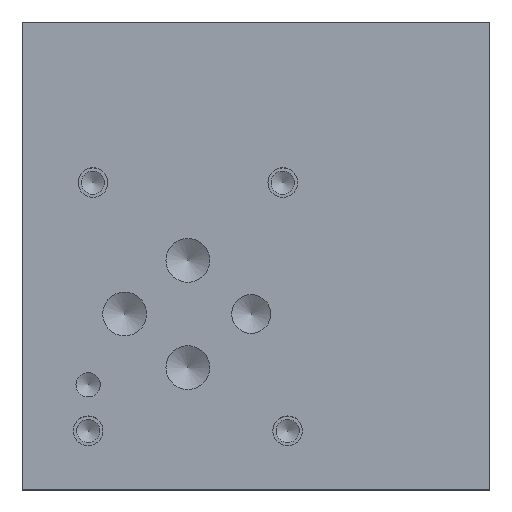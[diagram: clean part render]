
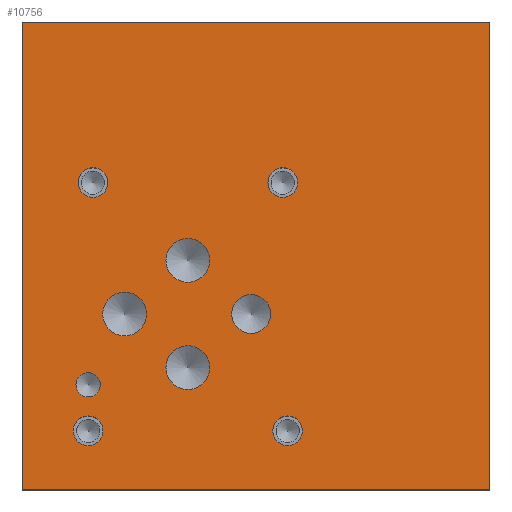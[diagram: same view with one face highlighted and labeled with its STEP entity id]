
A CAD part, top view. The second image highlights one B-rep face of the part: STEP entity #10756.
In plain terms, the highlighted planar face has unit normal (0, 0, 1).
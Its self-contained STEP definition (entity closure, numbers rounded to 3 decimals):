
#288=CIRCLE('',#11325,3.175);
#289=CIRCLE('',#11326,3.175);
#292=CIRCLE('',#11331,3.569);
#293=CIRCLE('',#11332,3.569);
#296=CIRCLE('',#11337,3.569);
#297=CIRCLE('',#11338,3.569);
#300=CIRCLE('',#11343,3.569);
#301=CIRCLE('',#11344,3.569);
#304=CIRCLE('',#11349,1.981);
#305=CIRCLE('',#11350,1.981);
#311=CIRCLE('',#11359,2.413);
#312=CIRCLE('',#11360,2.413);
#318=CIRCLE('',#11370,2.413);
#319=CIRCLE('',#11371,2.413);
#325=CIRCLE('',#11381,2.413);
#326=CIRCLE('',#11382,2.413);
#332=CIRCLE('',#11392,2.413);
#333=CIRCLE('',#11393,2.413);
#404=FACE_BOUND('',#2009,.T.);
#405=FACE_BOUND('',#2010,.T.);
#406=FACE_BOUND('',#2011,.T.);
#407=FACE_BOUND('',#2012,.T.);
#408=FACE_BOUND('',#2013,.T.);
#409=FACE_BOUND('',#2014,.T.);
#410=FACE_BOUND('',#2015,.T.);
#411=FACE_BOUND('',#2016,.T.);
#412=FACE_BOUND('',#2017,.T.);
#1388=FACE_OUTER_BOUND('',#2008,.T.);
#2008=EDGE_LOOP('',(#9460,#9461,#9462,#9463));
#2009=EDGE_LOOP('',(#9464,#9465));
#2010=EDGE_LOOP('',(#9466,#9467));
#2011=EDGE_LOOP('',(#9468,#9469));
#2012=EDGE_LOOP('',(#9470,#9471));
#2013=EDGE_LOOP('',(#9472,#9473));
#2014=EDGE_LOOP('',(#9474,#9475));
#2015=EDGE_LOOP('',(#9476,#9477));
#2016=EDGE_LOOP('',(#9478,#9479));
#2017=EDGE_LOOP('',(#9480,#9481));
#2077=LINE('',#13904,#3062);
#2137=LINE('',#14179,#3122);
#2447=LINE('',#16575,#3432);
#3003=LINE('',#18571,#3988);
#3062=VECTOR('',#11499,10.);
#3122=VECTOR('',#11613,10.);
#3432=VECTOR('',#12099,10.);
#3988=VECTOR('',#13637,10.);
#4039=VERTEX_POINT('',#13901);
#4040=VERTEX_POINT('',#13903);
#4099=VERTEX_POINT('',#14176);
#4100=VERTEX_POINT('',#14178);
#4956=VERTEX_POINT('',#18423);
#4957=VERTEX_POINT('',#18424);
#4961=VERTEX_POINT('',#18436);
#4962=VERTEX_POINT('',#18437);
#4966=VERTEX_POINT('',#18449);
#4967=VERTEX_POINT('',#18450);
#4971=VERTEX_POINT('',#18462);
#4972=VERTEX_POINT('',#18463);
#4976=VERTEX_POINT('',#18475);
#4977=VERTEX_POINT('',#18476);
#4984=VERTEX_POINT('',#18495);
#4985=VERTEX_POINT('',#18496);
#4992=VERTEX_POINT('',#18517);
#4993=VERTEX_POINT('',#18518);
#5000=VERTEX_POINT('',#18539);
#5001=VERTEX_POINT('',#18540);
#5008=VERTEX_POINT('',#18561);
#5009=VERTEX_POINT('',#18562);
#5084=EDGE_CURVE('',#4040,#4039,#2077,.T.);
#5168=EDGE_CURVE('',#4100,#4099,#2137,.T.);
#5692=EDGE_CURVE('',#4099,#4040,#2447,.T.);
#6433=EDGE_CURVE('',#4956,#4957,#288,.T.);
#6434=EDGE_CURVE('',#4957,#4956,#289,.T.);
#6439=EDGE_CURVE('',#4961,#4962,#292,.T.);
#6440=EDGE_CURVE('',#4962,#4961,#293,.T.);
#6445=EDGE_CURVE('',#4966,#4967,#296,.T.);
#6446=EDGE_CURVE('',#4967,#4966,#297,.T.);
#6451=EDGE_CURVE('',#4971,#4972,#300,.T.);
#6452=EDGE_CURVE('',#4972,#4971,#301,.T.);
#6457=EDGE_CURVE('',#4976,#4977,#304,.T.);
#6458=EDGE_CURVE('',#4977,#4976,#305,.T.);
#6466=EDGE_CURVE('',#4984,#4985,#311,.T.);
#6467=EDGE_CURVE('',#4985,#4984,#312,.T.);
#6476=EDGE_CURVE('',#4992,#4993,#318,.T.);
#6477=EDGE_CURVE('',#4993,#4992,#319,.T.);
#6486=EDGE_CURVE('',#5000,#5001,#325,.T.);
#6487=EDGE_CURVE('',#5001,#5000,#326,.T.);
#6496=EDGE_CURVE('',#5008,#5009,#332,.T.);
#6497=EDGE_CURVE('',#5009,#5008,#333,.T.);
#6501=EDGE_CURVE('',#4039,#4100,#3003,.T.);
#9460=ORIENTED_EDGE('',*,*,#5692,.T.);
#9461=ORIENTED_EDGE('',*,*,#5084,.T.);
#9462=ORIENTED_EDGE('',*,*,#6501,.T.);
#9463=ORIENTED_EDGE('',*,*,#5168,.T.);
#9464=ORIENTED_EDGE('',*,*,#6433,.T.);
#9465=ORIENTED_EDGE('',*,*,#6434,.T.);
#9466=ORIENTED_EDGE('',*,*,#6439,.T.);
#9467=ORIENTED_EDGE('',*,*,#6440,.T.);
#9468=ORIENTED_EDGE('',*,*,#6445,.T.);
#9469=ORIENTED_EDGE('',*,*,#6446,.T.);
#9470=ORIENTED_EDGE('',*,*,#6451,.T.);
#9471=ORIENTED_EDGE('',*,*,#6452,.T.);
#9472=ORIENTED_EDGE('',*,*,#6457,.T.);
#9473=ORIENTED_EDGE('',*,*,#6458,.T.);
#9474=ORIENTED_EDGE('',*,*,#6466,.T.);
#9475=ORIENTED_EDGE('',*,*,#6467,.T.);
#9476=ORIENTED_EDGE('',*,*,#6476,.T.);
#9477=ORIENTED_EDGE('',*,*,#6477,.T.);
#9478=ORIENTED_EDGE('',*,*,#6486,.T.);
#9479=ORIENTED_EDGE('',*,*,#6487,.T.);
#9480=ORIENTED_EDGE('',*,*,#6496,.T.);
#9481=ORIENTED_EDGE('',*,*,#6497,.T.);
#9794=PLANE('',#11399);
#10756=ADVANCED_FACE('',(#1388,#404,#405,#406,#407,#408,#409,#410,#411,
#412),#9794,.T.);
#11325=AXIS2_PLACEMENT_3D('',#18425,#13471,#13472);
#11326=AXIS2_PLACEMENT_3D('',#18426,#13473,#13474);
#11331=AXIS2_PLACEMENT_3D('',#18438,#13485,#13486);
#11332=AXIS2_PLACEMENT_3D('',#18439,#13487,#13488);
#11337=AXIS2_PLACEMENT_3D('',#18451,#13499,#13500);
#11338=AXIS2_PLACEMENT_3D('',#18452,#13501,#13502);
#11343=AXIS2_PLACEMENT_3D('',#18464,#13513,#13514);
#11344=AXIS2_PLACEMENT_3D('',#18465,#13515,#13516);
#11349=AXIS2_PLACEMENT_3D('',#18477,#13527,#13528);
#11350=AXIS2_PLACEMENT_3D('',#18478,#13529,#13530);
#11359=AXIS2_PLACEMENT_3D('',#18497,#13549,#13550);
#11360=AXIS2_PLACEMENT_3D('',#18498,#13551,#13552);
#11370=AXIS2_PLACEMENT_3D('',#18519,#13574,#13575);
#11371=AXIS2_PLACEMENT_3D('',#18520,#13576,#13577);
#11381=AXIS2_PLACEMENT_3D('',#18541,#13599,#13600);
#11382=AXIS2_PLACEMENT_3D('',#18542,#13601,#13602);
#11392=AXIS2_PLACEMENT_3D('',#18563,#13624,#13625);
#11393=AXIS2_PLACEMENT_3D('',#18564,#13626,#13627);
#11399=AXIS2_PLACEMENT_3D('',#18574,#13642,#13643);
#11499=DIRECTION('',(0.,1.,0.));
#11613=DIRECTION('',(0.,-1.,0.));
#12099=DIRECTION('',(1.,0.,0.));
#13471=DIRECTION('center_axis',(0.,0.,-1.));
#13472=DIRECTION('ref_axis',(1.,0.,0.));
#13473=DIRECTION('center_axis',(0.,0.,-1.));
#13474=DIRECTION('ref_axis',(1.,0.,0.));
#13485=DIRECTION('center_axis',(0.,0.,-1.));
#13486=DIRECTION('ref_axis',(1.,0.,0.));
#13487=DIRECTION('center_axis',(0.,0.,-1.));
#13488=DIRECTION('ref_axis',(1.,0.,0.));
#13499=DIRECTION('center_axis',(0.,0.,-1.));
#13500=DIRECTION('ref_axis',(1.,0.,0.));
#13501=DIRECTION('center_axis',(0.,0.,-1.));
#13502=DIRECTION('ref_axis',(1.,0.,0.));
#13513=DIRECTION('center_axis',(0.,0.,-1.));
#13514=DIRECTION('ref_axis',(1.,0.,0.));
#13515=DIRECTION('center_axis',(0.,0.,-1.));
#13516=DIRECTION('ref_axis',(1.,0.,0.));
#13527=DIRECTION('center_axis',(0.,0.,-1.));
#13528=DIRECTION('ref_axis',(1.,0.,0.));
#13529=DIRECTION('center_axis',(0.,0.,-1.));
#13530=DIRECTION('ref_axis',(1.,0.,0.));
#13549=DIRECTION('center_axis',(0.,0.,-1.));
#13550=DIRECTION('ref_axis',(1.,0.,0.));
#13551=DIRECTION('center_axis',(0.,0.,-1.));
#13552=DIRECTION('ref_axis',(1.,0.,0.));
#13574=DIRECTION('center_axis',(0.,0.,-1.));
#13575=DIRECTION('ref_axis',(1.,0.,0.));
#13576=DIRECTION('center_axis',(0.,0.,-1.));
#13577=DIRECTION('ref_axis',(1.,0.,0.));
#13599=DIRECTION('center_axis',(0.,0.,-1.));
#13600=DIRECTION('ref_axis',(1.,0.,0.));
#13601=DIRECTION('center_axis',(0.,0.,-1.));
#13602=DIRECTION('ref_axis',(1.,0.,0.));
#13624=DIRECTION('center_axis',(0.,0.,-1.));
#13625=DIRECTION('ref_axis',(1.,0.,0.));
#13626=DIRECTION('center_axis',(0.,0.,-1.));
#13627=DIRECTION('ref_axis',(1.,0.,0.));
#13637=DIRECTION('',(-1.,0.,0.));
#13642=DIRECTION('center_axis',(0.,0.,1.));
#13643=DIRECTION('ref_axis',(1.,0.,0.));
#13901=CARTESIAN_POINT('',(76.2,76.2,76.2));
#13903=CARTESIAN_POINT('',(76.2,0.,76.2));
#13904=CARTESIAN_POINT('',(76.2,0.,76.2));
#14176=CARTESIAN_POINT('',(0.,0.,76.2));
#14178=CARTESIAN_POINT('',(0.,76.2,76.2));
#14179=CARTESIAN_POINT('',(0.,76.2,76.2));
#16575=CARTESIAN_POINT('',(0.,0.,76.2));
#18423=CARTESIAN_POINT('',(40.488,28.575,76.2));
#18424=CARTESIAN_POINT('',(34.138,28.575,76.2));
#18425=CARTESIAN_POINT('Origin',(37.313,28.575,76.2));
#18426=CARTESIAN_POINT('Origin',(37.313,28.575,76.2));
#18436=CARTESIAN_POINT('',(30.544,37.313,76.2));
#18437=CARTESIAN_POINT('',(23.406,37.313,76.2));
#18438=CARTESIAN_POINT('Origin',(26.975,37.313,76.2));
#18439=CARTESIAN_POINT('Origin',(26.975,37.313,76.2));
#18449=CARTESIAN_POINT('',(20.231,28.575,76.2));
#18450=CARTESIAN_POINT('',(13.094,28.575,76.2));
#18451=CARTESIAN_POINT('Origin',(16.662,28.575,76.2));
#18452=CARTESIAN_POINT('Origin',(16.662,28.575,76.2));
#18462=CARTESIAN_POINT('',(30.544,19.837,76.2));
#18463=CARTESIAN_POINT('',(23.406,19.837,76.2));
#18464=CARTESIAN_POINT('Origin',(26.975,19.837,76.2));
#18465=CARTESIAN_POINT('Origin',(26.975,19.837,76.2));
#18475=CARTESIAN_POINT('',(12.7,17.018,76.2));
#18476=CARTESIAN_POINT('',(8.738,17.018,76.2));
#18477=CARTESIAN_POINT('Origin',(10.719,17.018,76.2));
#18478=CARTESIAN_POINT('Origin',(10.719,17.018,76.2));
#18495=CARTESIAN_POINT('',(45.669,9.525,76.2));
#18496=CARTESIAN_POINT('',(40.843,9.525,76.2));
#18497=CARTESIAN_POINT('Origin',(43.256,9.525,76.2));
#18498=CARTESIAN_POINT('Origin',(43.256,9.525,76.2));
#18517=CARTESIAN_POINT('',(13.919,50.013,76.2));
#18518=CARTESIAN_POINT('',(9.093,50.013,76.2));
#18519=CARTESIAN_POINT('Origin',(11.506,50.013,76.2));
#18520=CARTESIAN_POINT('Origin',(11.506,50.013,76.2));
#18539=CARTESIAN_POINT('',(44.882,50.013,76.2));
#18540=CARTESIAN_POINT('',(40.056,50.013,76.2));
#18541=CARTESIAN_POINT('Origin',(42.469,50.013,76.2));
#18542=CARTESIAN_POINT('Origin',(42.469,50.013,76.2));
#18561=CARTESIAN_POINT('',(13.132,9.525,76.2));
#18562=CARTESIAN_POINT('',(8.306,9.525,76.2));
#18563=CARTESIAN_POINT('Origin',(10.719,9.525,76.2));
#18564=CARTESIAN_POINT('Origin',(10.719,9.525,76.2));
#18571=CARTESIAN_POINT('',(76.2,76.2,76.2));
#18574=CARTESIAN_POINT('Origin',(38.1,38.1,76.2));
